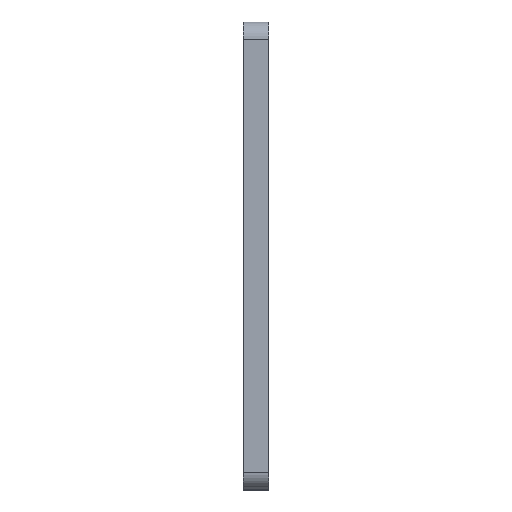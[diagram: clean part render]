
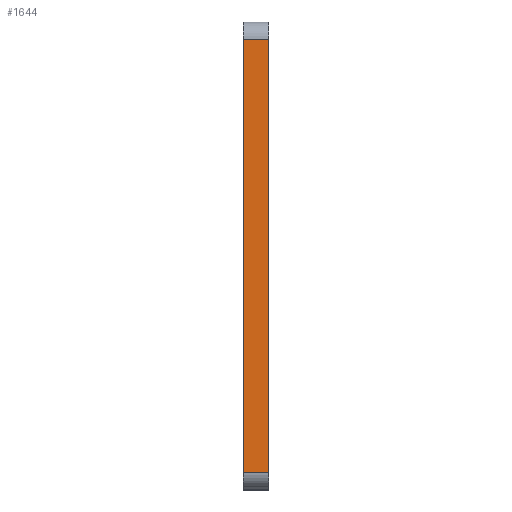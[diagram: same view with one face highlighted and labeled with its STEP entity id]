
A CAD part, top view. The second image highlights one B-rep face of the part: STEP entity #1644.
In plain terms, the highlighted planar face has unit normal (0, 0, 1).
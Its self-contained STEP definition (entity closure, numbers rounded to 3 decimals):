
#140=FACE_OUTER_BOUND('',#219,.T.);
#219=EDGE_LOOP('',(#1232,#1233,#1234,#1235));
#399=LINE('',#2531,#594);
#400=LINE('',#2535,#595);
#401=LINE('',#2537,#596);
#402=LINE('',#2538,#597);
#594=VECTOR('',#2045,3.);
#595=VECTOR('',#2050,50.);
#596=VECTOR('',#2051,3.);
#597=VECTOR('',#2052,50.);
#771=VERTEX_POINT('',#2528);
#772=VERTEX_POINT('',#2530);
#773=VERTEX_POINT('',#2534);
#774=VERTEX_POINT('',#2536);
#962=EDGE_CURVE('',#772,#771,#399,.T.);
#964=EDGE_CURVE('',#773,#771,#400,.T.);
#965=EDGE_CURVE('',#774,#773,#401,.T.);
#966=EDGE_CURVE('',#774,#772,#402,.T.);
#1232=ORIENTED_EDGE('',*,*,#964,.F.);
#1233=ORIENTED_EDGE('',*,*,#965,.F.);
#1234=ORIENTED_EDGE('',*,*,#966,.T.);
#1235=ORIENTED_EDGE('',*,*,#962,.T.);
#1576=PLANE('',#1751);
#1644=ADVANCED_FACE('',(#140),#1576,.T.);
#1751=AXIS2_PLACEMENT_3D('',#2533,#2048,#2049);
#2045=DIRECTION('',(-1.,0.,0.));
#2048=DIRECTION('center_axis',(0.,0.,1.));
#2049=DIRECTION('ref_axis',(0.,-1.,0.));
#2050=DIRECTION('',(0.,1.,0.));
#2051=DIRECTION('',(-1.,0.,0.));
#2052=DIRECTION('',(0.,1.,0.));
#2528=CARTESIAN_POINT('',(44.,91.,23.));
#2530=CARTESIAN_POINT('',(47.,91.,23.));
#2531=CARTESIAN_POINT('',(47.,91.,23.));
#2533=CARTESIAN_POINT('Origin',(47.,41.,23.));
#2534=CARTESIAN_POINT('',(44.,41.,23.));
#2535=CARTESIAN_POINT('',(44.,41.,23.));
#2536=CARTESIAN_POINT('',(47.,41.,23.));
#2537=CARTESIAN_POINT('',(47.,41.,23.));
#2538=CARTESIAN_POINT('',(47.,41.,23.));
